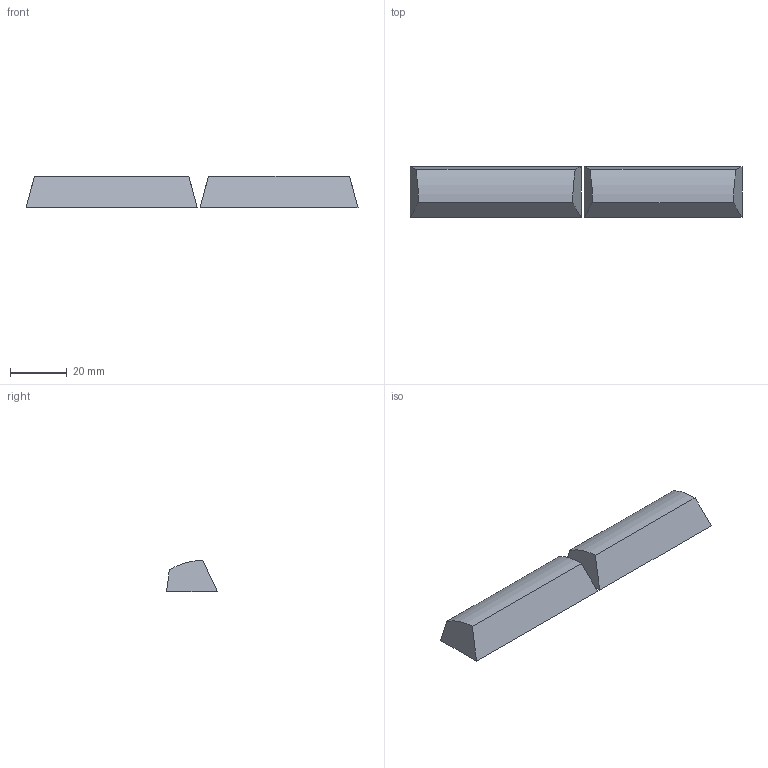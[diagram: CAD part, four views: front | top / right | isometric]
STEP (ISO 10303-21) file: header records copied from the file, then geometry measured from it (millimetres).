
FILE_DESCRIPTION(/* description */ (''),/* implementation_level */ '2;1');
FILE_NAME(/* name */ 'Split spacebar v2.step',/* time_stamp */ '2021-06-07T18:30:12+02:00',/* author */ (''),/* organization */ (''),/* preprocessor_version */ 'ST-DEVELOPER v18.1',/* originating_system */ 'Autodesk Translation Framework v10.9.0.1377',/* authorisation */ '');
FILE_SCHEMA (('AUTOMOTIVE_DESIGN { 1 0 10303 214 3 1 1 }'));
Length unit declared in the file: millimetre
Products named in the file (1): Split spacebar
Bounding box: 117.5 x 18 x 11 mm (x, y, z)
Volume: 6839.5 mm3; surface area: 9724.7 mm2
Topology: 2 solids, 2 shells, 112 faces, 300 edges, 200 vertices
Faces by surface type: plane 96, bspline 10, cylinder 6
Full cylindrical faces by diameter (mm): 6 x6
Entity records: 4172 total; most frequent: CARTESIAN_POINT 1541, ORIENTED_EDGE 600, DIRECTION 424, EDGE_CURVE 300, VERTEX_POINT 200, LINE 186, VECTOR 186, EDGE_LOOP 120
